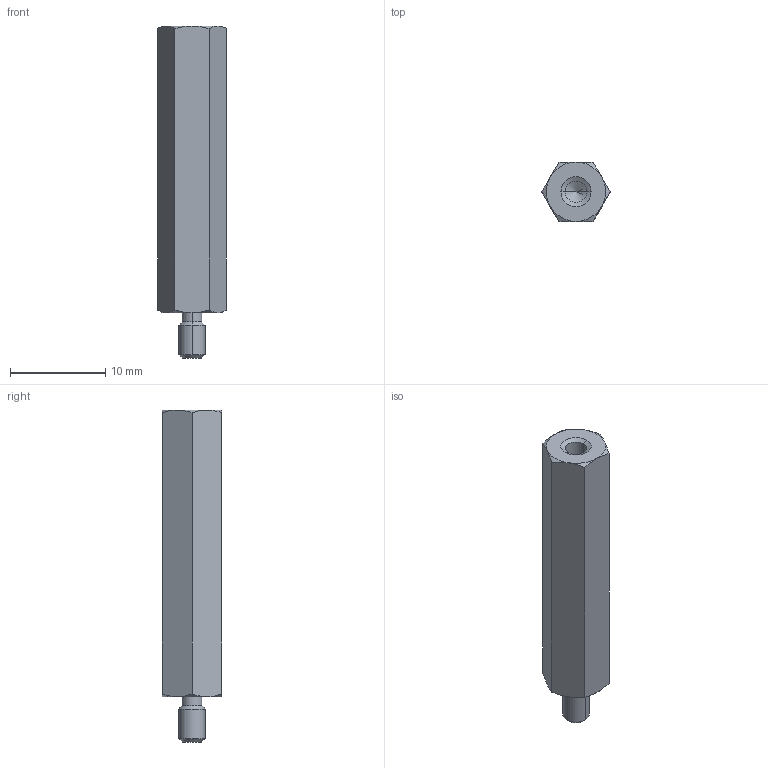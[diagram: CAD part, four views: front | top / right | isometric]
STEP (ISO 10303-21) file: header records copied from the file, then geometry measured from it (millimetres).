
FILE_DESCRIPTION (( 'STEP AP214' ), '1' );
FILE_NAME ('User Library-250 hex x 4-40 m-f standoff.STEP', '2020-12-03T07:21:52', ( '' ), ( '' ), 'SwSTEP 2.0', 'SolidWorks 2020', '' );
FILE_SCHEMA (( 'AUTOMOTIVE_DESIGN' ));
Length unit declared in the file: inch
Products named in the file (1): User Library-250 hex x 4-40 m-f standoff
Bounding box: 7.2 x 6.24 x 34.92 mm (x, y, z)
Volume: 1005.7 mm3; surface area: 814.4 mm2
Topology: 1 solids, 1 shells, 35 faces, 74 edges, 41 vertices
Faces by surface type: cone 20, plane 9, cylinder 6
Entity records: 1054 total; most frequent: CARTESIAN_POINT 253, DIRECTION 148, ORIENTED_EDGE 144, EDGE_CURVE 72, AXIS2_PLACEMENT_3D 64, VERTEX_POINT 41, EDGE_LOOP 37, ADVANCED_FACE 35
